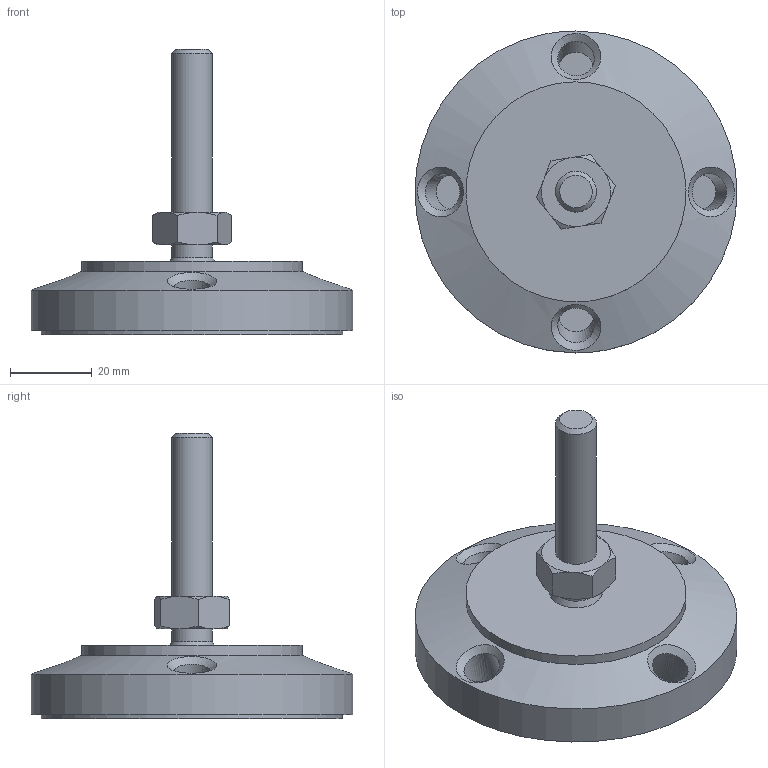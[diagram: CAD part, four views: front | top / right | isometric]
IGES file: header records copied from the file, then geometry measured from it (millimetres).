
Global section: file name: SF0435S; native system: Autodesk Inventor 2015; preprocessor: unknown; date: 20160104.100816; units: millimetre
Bounding box: 79 x 79 x 70.03 mm (x, y, z)
Volume: 77086.7 mm3; surface area: 26317.9 mm2
Topology: 3 solids, 3 shells, 45 faces, 118 edges, 80 vertices
Faces by surface type: bspline 45
